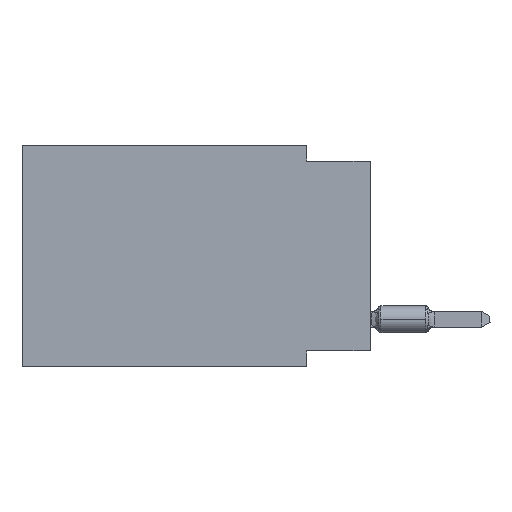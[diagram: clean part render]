
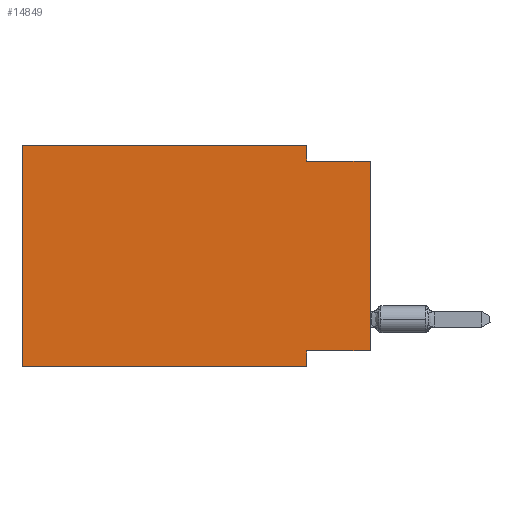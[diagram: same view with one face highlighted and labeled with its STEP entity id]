
A CAD part, left-side view. The second image highlights one B-rep face of the part: STEP entity #14849.
In plain terms, the highlighted planar face has unit normal (-1, 0, 0).
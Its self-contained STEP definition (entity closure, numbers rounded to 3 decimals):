
#447 = VECTOR ( 'NONE', #37126, 1000. ) ;
#907 = EDGE_LOOP ( 'NONE', ( #22394, #36391, #30109, #21736, #4795, #32631, #29311, #7758 ) ) ;
#1083 = DIRECTION ( 'NONE',  ( 0., 0., -1. ) ) ;
#2901 = EDGE_CURVE ( 'NONE', #5528, #12871, #23878, .T. ) ;
#2979 = EDGE_CURVE ( 'NONE', #35272, #26585, #14011, .T. ) ;
#3626 = VECTOR ( 'NONE', #27753, 1000. ) ;
#3918 = CARTESIAN_POINT ( 'NONE',  ( 0., 0., -8.255 ) ) ;
#4464 = DIRECTION ( 'NONE',  ( 0., -1., 0. ) ) ;
#4667 = CARTESIAN_POINT ( 'NONE',  ( 0., 0., 0. ) ) ;
#4795 = ORIENTED_EDGE ( 'NONE', *, *, #27342, .F. ) ;
#5330 = DIRECTION ( 'NONE',  ( 1., 0., 0. ) ) ;
#5463 = VECTOR ( 'NONE', #23973, 1000. ) ;
#5528 = VERTEX_POINT ( 'NONE', #17392 ) ;
#6185 = AXIS2_PLACEMENT_3D ( 'NONE', #39437, #5330, #1083 ) ;
#7058 = CARTESIAN_POINT ( 'NONE',  ( 0., 13.97, -8.89 ) ) ;
#7758 = ORIENTED_EDGE ( 'NONE', *, *, #2979, .F. ) ;
#9518 = CARTESIAN_POINT ( 'NONE',  ( 0., 0., -8.255 ) ) ;
#10990 = CARTESIAN_POINT ( 'NONE',  ( 0., 0., -0.635 ) ) ;
#11202 = VERTEX_POINT ( 'NONE', #24602 ) ;
#11847 = EDGE_CURVE ( 'NONE', #26585, #11202, #41060, .T. ) ;
#12016 = EDGE_CURVE ( 'NONE', #25589, #35942, #14340, .T. ) ;
#12068 = FACE_OUTER_BOUND ( 'NONE', #907, .T. ) ;
#12871 = VERTEX_POINT ( 'NONE', #16710 ) ;
#13885 = CARTESIAN_POINT ( 'NONE',  ( 0., 2.54, 0. ) ) ;
#14011 = LINE ( 'NONE', #3918, #31994 ) ;
#14340 = LINE ( 'NONE', #10990, #42939 ) ;
#14649 = EDGE_CURVE ( 'NONE', #12871, #25589, #27986, .T. ) ;
#14849 = ADVANCED_FACE ( 'NONE', ( #12068 ), #22146, .F. ) ;
#15485 = EDGE_CURVE ( 'NONE', #18092, #11202, #44299, .T. ) ;
#16087 = CARTESIAN_POINT ( 'NONE',  ( 0., 2.54, -0.635 ) ) ;
#16131 = LINE ( 'NONE', #30047, #23176 ) ;
#16710 = CARTESIAN_POINT ( 'NONE',  ( 0., 2.54, 0. ) ) ;
#17392 = CARTESIAN_POINT ( 'NONE',  ( 0., 13.97, 0. ) ) ;
#18092 = VERTEX_POINT ( 'NONE', #44147 ) ;
#19816 = CARTESIAN_POINT ( 'NONE',  ( 0., 2.54, -8.255 ) ) ;
#20500 = DIRECTION ( 'NONE',  ( 0., -1., 0. ) ) ;
#20560 = EDGE_CURVE ( 'NONE', #35272, #35942, #34730, .T. ) ;
#21736 = ORIENTED_EDGE ( 'NONE', *, *, #2901, .F. ) ;
#22146 = PLANE ( 'NONE',  #6185 ) ;
#22394 = ORIENTED_EDGE ( 'NONE', *, *, #20560, .T. ) ;
#23176 = VECTOR ( 'NONE', #26436, 1000. ) ;
#23878 = LINE ( 'NONE', #40942, #447 ) ;
#23973 = DIRECTION ( 'NONE',  ( 0., 0., -1. ) ) ;
#24602 = CARTESIAN_POINT ( 'NONE',  ( 0., 2.54, -8.89 ) ) ;
#25589 = VERTEX_POINT ( 'NONE', #16087 ) ;
#26436 = DIRECTION ( 'NONE',  ( 0., 0., 1. ) ) ;
#26585 = VERTEX_POINT ( 'NONE', #19816 ) ;
#26916 = CARTESIAN_POINT ( 'NONE',  ( 0., 2.54, -8.89 ) ) ;
#27271 = VECTOR ( 'NONE', #37243, 1000. ) ;
#27342 = EDGE_CURVE ( 'NONE', #18092, #5528, #16131, .T. ) ;
#27753 = DIRECTION ( 'NONE',  ( 0., 0., 1. ) ) ;
#27986 = LINE ( 'NONE', #13885, #5463 ) ;
#28308 = VECTOR ( 'NONE', #20500, 1000. ) ;
#29311 = ORIENTED_EDGE ( 'NONE', *, *, #11847, .F. ) ;
#29871 = CARTESIAN_POINT ( 'NONE',  ( 0., 0., -0.635 ) ) ;
#30047 = CARTESIAN_POINT ( 'NONE',  ( 0., 13.97, 0. ) ) ;
#30109 = ORIENTED_EDGE ( 'NONE', *, *, #14649, .F. ) ;
#31994 = VECTOR ( 'NONE', #40719, 1000. ) ;
#32631 = ORIENTED_EDGE ( 'NONE', *, *, #15485, .T. ) ;
#34730 = LINE ( 'NONE', #4667, #3626 ) ;
#35272 = VERTEX_POINT ( 'NONE', #9518 ) ;
#35942 = VERTEX_POINT ( 'NONE', #29871 ) ;
#36391 = ORIENTED_EDGE ( 'NONE', *, *, #12016, .F. ) ;
#37126 = DIRECTION ( 'NONE',  ( 0., -1., 0. ) ) ;
#37243 = DIRECTION ( 'NONE',  ( 0., 0., -1. ) ) ;
#39437 = CARTESIAN_POINT ( 'NONE',  ( 0., 13.97, 0. ) ) ;
#40719 = DIRECTION ( 'NONE',  ( 0., 1., 0. ) ) ;
#40942 = CARTESIAN_POINT ( 'NONE',  ( 0., 13.97, 0. ) ) ;
#41060 = LINE ( 'NONE', #26916, #27271 ) ;
#42939 = VECTOR ( 'NONE', #4464, 1000. ) ;
#44147 = CARTESIAN_POINT ( 'NONE',  ( 0., 13.97, -8.89 ) ) ;
#44299 = LINE ( 'NONE', #7058, #28308 ) ;
